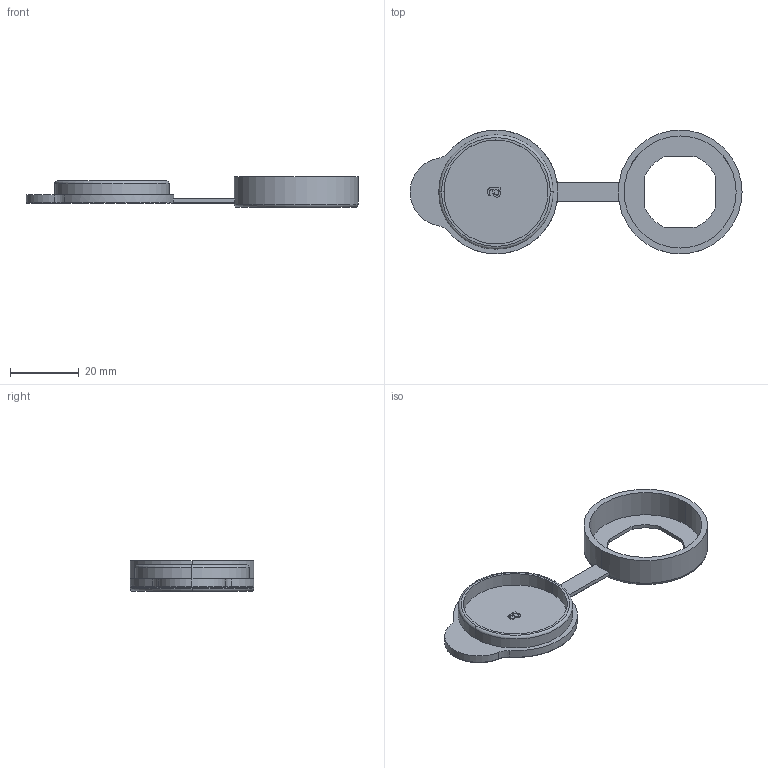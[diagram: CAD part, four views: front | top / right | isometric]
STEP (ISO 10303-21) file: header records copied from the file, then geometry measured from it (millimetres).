
FILE_DESCRIPTION (( 'STEP AP203' ), '1' );
FILE_NAME ('TY05.35 - 3370050756 - Pano Kilit Toz Kapaðý (i20).STEP', '2022-06-14T11:13:41', ( '' ), ( '' ), 'SwSTEP 2.0', 'SolidWorks 2021', '' );
FILE_SCHEMA (( 'CONFIG_CONTROL_DESIGN' ));
Length unit declared in the file: millimetre
Products named in the file (1): TY05.35 - 3370050756 - Pano Kilit Toz Kapaðý (i20)
Bounding box: 96.58 x 36 x 9 mm (x, y, z)
Volume: 5688.2 mm3; surface area: 6905.5 mm2
Topology: 8 solids, 8 shells, 101 faces, 227 edges, 147 vertices
Faces by surface type: plane 45, cylinder 34, torus 12, bspline 10
Entity records: 3408 total; most frequent: CARTESIAN_POINT 1111, DIRECTION 458, ORIENTED_EDGE 454, EDGE_CURVE 227, AXIS2_PLACEMENT_3D 174, VERTEX_POINT 147, VECTOR 110, LINE 110
